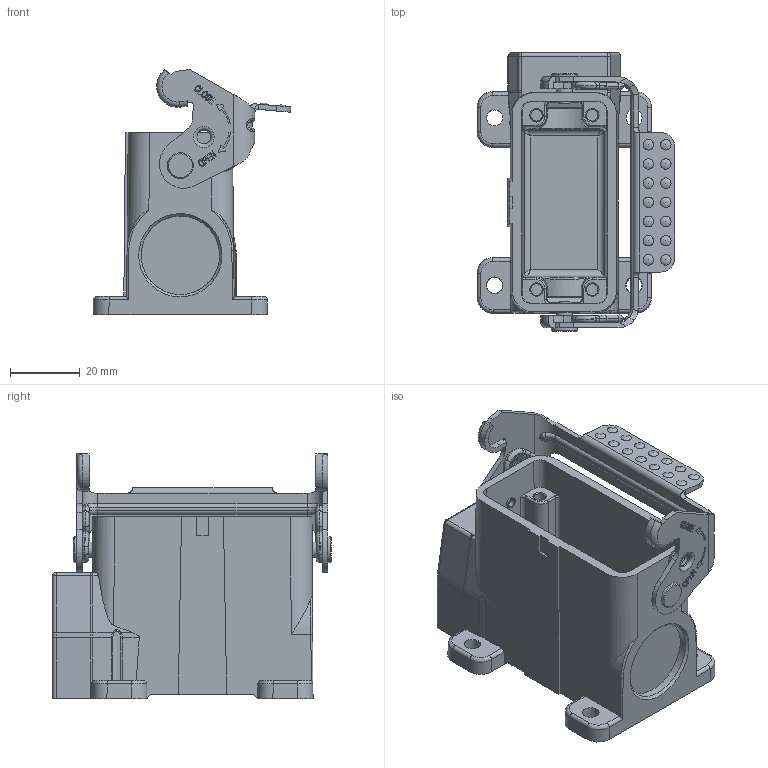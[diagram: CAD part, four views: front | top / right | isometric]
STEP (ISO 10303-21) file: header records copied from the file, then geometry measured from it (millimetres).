
FILE_DESCRIPTION(/* description */ (''),/* implementation_level */ '2;1');
FILE_NAME(/* name */ 'H10A-SF-1L-XXX.stp',/* time_stamp */ '2022-10-20T17:43:11+08:00',/* author */ (''),/* organization */ (''),/* preprocessor_version */ 'ST-DEVELOPER v16',/* originating_system */ 'SIEMENS PLM Software NX 10.0',/* authorisation */ '');
FILE_SCHEMA (('AP203_CONFIGURATION_CONTROLLED_3D_DESIGN_OF_MECHANICAL_PARTS_AND_ASSEMBLIES_MIM_LF { 1 0 10303 403 2 1 2}'));
Length unit declared in the file: millimetre
Products named in the file (1): Admi62B47F301pbb
Bounding box: 56.69 x 80 x 70.31 mm (x, y, z)
Volume: 54527.4 mm3; surface area: 30675.9 mm2
Topology: 1 solids, 2 shells, 854 faces, 2184 edges, 1376 vertices
Faces by surface type: plane 346, cylinder 279, torus 106, bspline 82, extrusion 20, cone 17, sphere 4
Full cylindrical faces by diameter (mm): 2.2 x16, 3 x2, 3.3 x4, 4 x2, 4.4 x2, 4.6 x2, 5 x2, 7 x2, 7.4 x2, 20 x1, 22.5 x2
Entity records: 31788 total; most frequent: CARTESIAN_POINT 12183, ORIENTED_EDGE 4114, DIRECTION 3814, EDGE_CURVE 2057, AXIS2_PLACEMENT_3D 1391, VERTEX_POINT 1343, VECTOR 1032, LINE 1012
